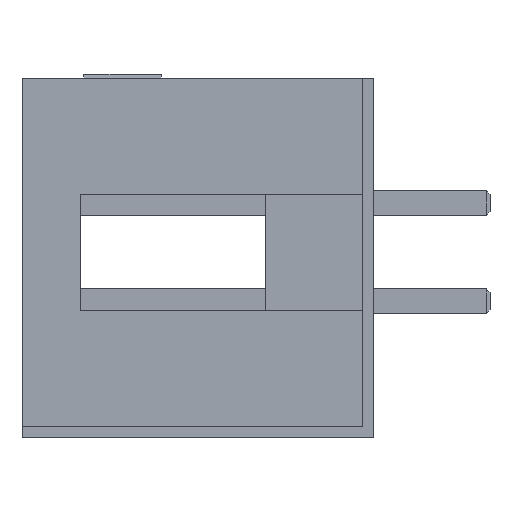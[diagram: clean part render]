
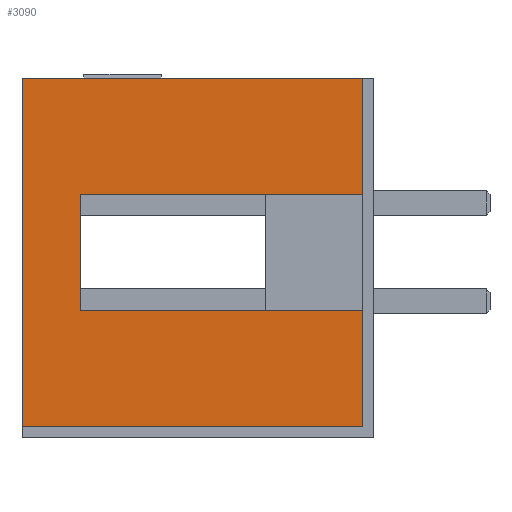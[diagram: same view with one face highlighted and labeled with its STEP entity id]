
A CAD part, left-side view. The second image highlights one B-rep face of the part: STEP entity #3090.
In plain terms, the highlighted planar face has unit normal (-1, 0, 0).
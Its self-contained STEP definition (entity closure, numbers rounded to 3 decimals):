
#66 = CARTESIAN_POINT ( 'NONE',  ( -7.61, 0.3, 0. ) ) ;
#113 = CARTESIAN_POINT ( 'NONE',  ( -7.61, 7.6, 0. ) ) ;
#170 = LINE ( 'NONE', #2021, #3428 ) ;
#291 = VECTOR ( 'NONE', #788, 1000. ) ;
#331 = VERTEX_POINT ( 'NONE', #4443 ) ;
#458 = EDGE_CURVE ( 'NONE', #5907, #4234, #3102, .T. ) ;
#567 = EDGE_CURVE ( 'NONE', #5597, #4863, #1894, .T. ) ;
#646 = CARTESIAN_POINT ( 'NONE',  ( -7.61, 9.1, -4.5 ) ) ;
#788 = DIRECTION ( 'NONE',  ( 0., -1., 0. ) ) ;
#1087 = VECTOR ( 'NONE', #5842, 1000. ) ;
#1128 = VECTOR ( 'NONE', #4638, 1000. ) ;
#1379 = CARTESIAN_POINT ( 'NONE',  ( -7.61, 0.3, 1.5 ) ) ;
#1405 = LINE ( 'NONE', #113, #3438 ) ;
#1542 = LINE ( 'NONE', #66, #5373 ) ;
#1551 = DIRECTION ( 'NONE',  ( 0., 0., 1. ) ) ;
#1660 = ORIENTED_EDGE ( 'NONE', *, *, #4666, .F. ) ;
#1675 = CARTESIAN_POINT ( 'NONE',  ( -7.61, 0.3, 0. ) ) ;
#1894 = LINE ( 'NONE', #2847, #1128 ) ;
#1898 = CARTESIAN_POINT ( 'NONE',  ( -7.61, 9.1, 4.5 ) ) ;
#1940 = EDGE_LOOP ( 'NONE', ( #3829, #4169, #5057, #5694, #4951, #1660, #3889, #5000 ) ) ;
#1959 = DIRECTION ( 'NONE',  ( 0., 0., 1. ) ) ;
#2021 = CARTESIAN_POINT ( 'NONE',  ( -7.61, 7.6, -1.5 ) ) ;
#2070 = EDGE_CURVE ( 'NONE', #4234, #4924, #4972, .T. ) ;
#2237 = CARTESIAN_POINT ( 'NONE',  ( -7.61, 9.1, 0. ) ) ;
#2335 = CARTESIAN_POINT ( 'NONE',  ( -7.61, 7.6, 1.5 ) ) ;
#2403 = DIRECTION ( 'NONE',  ( -1., 0., 0. ) ) ;
#2581 = LINE ( 'NONE', #1675, #1087 ) ;
#2748 = DIRECTION ( 'NONE',  ( 0., -1., 0. ) ) ;
#2847 = CARTESIAN_POINT ( 'NONE',  ( -7.61, 7.6, 1.5 ) ) ;
#2898 = FACE_OUTER_BOUND ( 'NONE', #1940, .T. ) ;
#3090 = ADVANCED_FACE ( 'NONE', ( #2898 ), #3334, .T. ) ;
#3102 = LINE ( 'NONE', #2237, #5041 ) ;
#3151 = CARTESIAN_POINT ( 'NONE',  ( -7.61, 0.3, -1.5 ) ) ;
#3205 = CARTESIAN_POINT ( 'NONE',  ( -7.61, 0.3, -4.5 ) ) ;
#3334 = PLANE ( 'NONE',  #5780 ) ;
#3422 = EDGE_CURVE ( 'NONE', #4670, #4924, #1542, .T. ) ;
#3428 = VECTOR ( 'NONE', #4371, 1000. ) ;
#3438 = VECTOR ( 'NONE', #1959, 1000. ) ;
#3627 = DIRECTION ( 'NONE',  ( 0., 0., -1. ) ) ;
#3829 = ORIENTED_EDGE ( 'NONE', *, *, #3422, .F. ) ;
#3889 = ORIENTED_EDGE ( 'NONE', *, *, #458, .T. ) ;
#4169 = ORIENTED_EDGE ( 'NONE', *, *, #4266, .F. ) ;
#4172 = CARTESIAN_POINT ( 'NONE',  ( -7.61, 9.1, 4.5 ) ) ;
#4234 = VERTEX_POINT ( 'NONE', #646 ) ;
#4266 = EDGE_CURVE ( 'NONE', #331, #4670, #170, .T. ) ;
#4297 = VECTOR ( 'NONE', #2748, 1000. ) ;
#4371 = DIRECTION ( 'NONE',  ( 0., -1., 0. ) ) ;
#4443 = CARTESIAN_POINT ( 'NONE',  ( -7.61, 7.6, -1.5 ) ) ;
#4535 = LINE ( 'NONE', #4172, #4297 ) ;
#4551 = VERTEX_POINT ( 'NONE', #5775 ) ;
#4610 = EDGE_CURVE ( 'NONE', #4551, #4863, #2581, .T. ) ;
#4638 = DIRECTION ( 'NONE',  ( 0., -1., 0. ) ) ;
#4666 = EDGE_CURVE ( 'NONE', #5907, #4551, #4535, .T. ) ;
#4670 = VERTEX_POINT ( 'NONE', #3151 ) ;
#4759 = CARTESIAN_POINT ( 'NONE',  ( -7.61, 9.1, 0. ) ) ;
#4863 = VERTEX_POINT ( 'NONE', #1379 ) ;
#4924 = VERTEX_POINT ( 'NONE', #3205 ) ;
#4951 = ORIENTED_EDGE ( 'NONE', *, *, #4610, .F. ) ;
#4972 = LINE ( 'NONE', #5872, #291 ) ;
#5000 = ORIENTED_EDGE ( 'NONE', *, *, #2070, .T. ) ;
#5041 = VECTOR ( 'NONE', #3627, 1000. ) ;
#5057 = ORIENTED_EDGE ( 'NONE', *, *, #6005, .T. ) ;
#5373 = VECTOR ( 'NONE', #5774, 1000. ) ;
#5597 = VERTEX_POINT ( 'NONE', #2335 ) ;
#5694 = ORIENTED_EDGE ( 'NONE', *, *, #567, .T. ) ;
#5774 = DIRECTION ( 'NONE',  ( 0., 0., -1. ) ) ;
#5775 = CARTESIAN_POINT ( 'NONE',  ( -7.61, 0.3, 4.5 ) ) ;
#5780 = AXIS2_PLACEMENT_3D ( 'NONE', #4759, #2403, #1551 ) ;
#5842 = DIRECTION ( 'NONE',  ( 0., 0., -1. ) ) ;
#5872 = CARTESIAN_POINT ( 'NONE',  ( -7.61, 9.1, -4.5 ) ) ;
#5907 = VERTEX_POINT ( 'NONE', #1898 ) ;
#6005 = EDGE_CURVE ( 'NONE', #331, #5597, #1405, .T. ) ;
